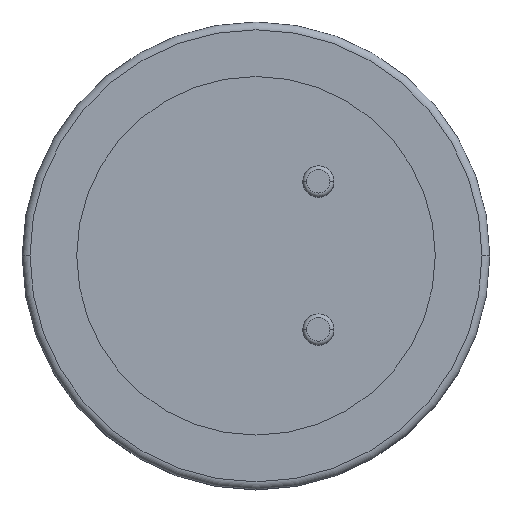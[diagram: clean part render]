
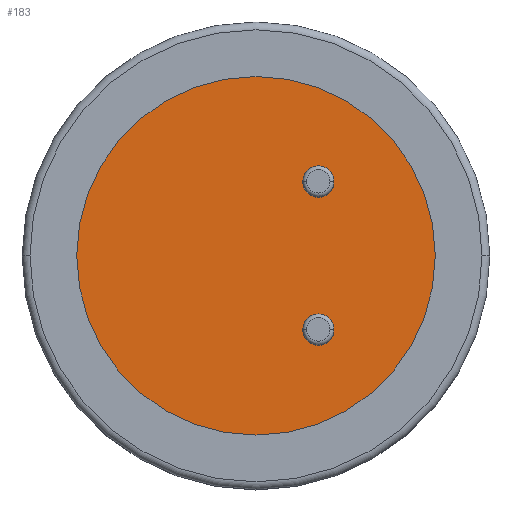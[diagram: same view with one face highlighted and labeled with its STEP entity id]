
A CAD part, top view. The second image highlights one B-rep face of the part: STEP entity #183.
In plain terms, the highlighted planar face has unit normal (0, 0, 1).
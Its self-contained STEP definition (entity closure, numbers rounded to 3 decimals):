
#16 = CARTESIAN_POINT ( 'NONE',  ( -2.3, 0., 2.7 ) ) ;
#69 = VERTEX_POINT ( 'NONE', #16 ) ;
#121 = CARTESIAN_POINT ( 'NONE',  ( 0., 0., 2.7 ) ) ;
#132 = CARTESIAN_POINT ( 'NONE',  ( 0., 0., 2.7 ) ) ;
#144 = AXIS2_PLACEMENT_3D ( 'NONE', #304, #955, #391 ) ;
#183 = ADVANCED_FACE ( 'NONE', ( #794 ), #480, .T. ) ;
#216 = DIRECTION ( 'NONE',  ( 1., 0., 0. ) ) ;
#249 = VERTEX_POINT ( 'NONE', #393 ) ;
#269 = CIRCLE ( 'NONE', #144, 2.3 ) ;
#304 = CARTESIAN_POINT ( 'NONE',  ( 0., 0., 2.7 ) ) ;
#335 = DIRECTION ( 'NONE',  ( 1., 0., 0. ) ) ;
#391 = DIRECTION ( 'NONE',  ( 1., 0., 0. ) ) ;
#393 = CARTESIAN_POINT ( 'NONE',  ( 2.3, 0., 2.7 ) ) ;
#480 = PLANE ( 'NONE',  #1160 ) ;
#500 = EDGE_LOOP ( 'NONE', ( #695, #949 ) ) ;
#578 = EDGE_CURVE ( 'NONE', #249, #69, #269, .T. ) ;
#695 = ORIENTED_EDGE ( 'NONE', *, *, #1166, .T. ) ;
#769 = DIRECTION ( 'NONE',  ( 0., 0., 1. ) ) ;
#794 = FACE_OUTER_BOUND ( 'NONE', #500, .T. ) ;
#823 = CIRCLE ( 'NONE', #1161, 2.3 ) ;
#894 = DIRECTION ( 'NONE',  ( 0., 0., 1. ) ) ;
#949 = ORIENTED_EDGE ( 'NONE', *, *, #578, .T. ) ;
#955 = DIRECTION ( 'NONE',  ( 0., 0., 1. ) ) ;
#1160 = AXIS2_PLACEMENT_3D ( 'NONE', #121, #894, #335 ) ;
#1161 = AXIS2_PLACEMENT_3D ( 'NONE', #132, #769, #216 ) ;
#1166 = EDGE_CURVE ( 'NONE', #69, #249, #823, .T. ) ;
